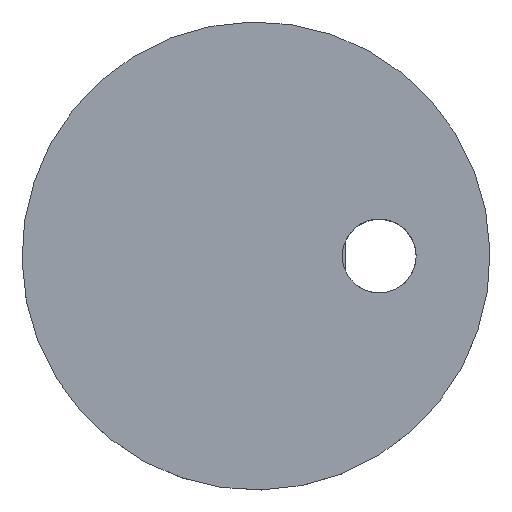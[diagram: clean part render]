
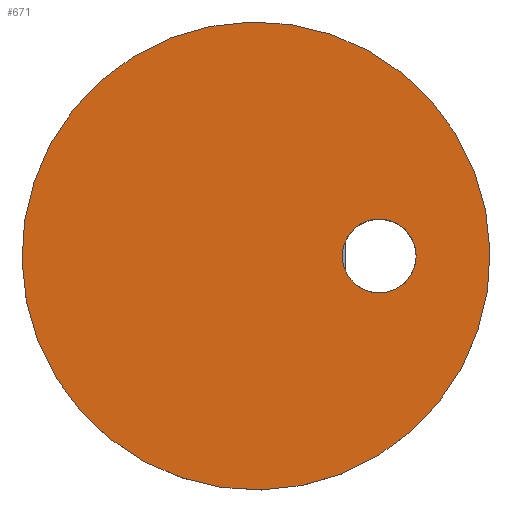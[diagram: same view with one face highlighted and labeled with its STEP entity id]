
A CAD part, top view. The second image highlights one B-rep face of the part: STEP entity #671.
In plain terms, the highlighted planar face has unit normal (0, 0, 1).
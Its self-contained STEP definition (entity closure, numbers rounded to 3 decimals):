
#282=CARTESIAN_POINT('Vertex',(-9.109,-16.674,4.75)) ;
#289=CARTESIAN_POINT('Vertex',(9.109,16.674,4.75)) ;
#292=CARTESIAN_POINT('Axis2P3D Location',(0.,0.,4.75)) ;
#304=CARTESIAN_POINT('Axis2P3D Location',(0.,0.,4.75)) ;
#618=CARTESIAN_POINT('Axis2P3D Location',(10.,0.,4.75)) ;
#622=CARTESIAN_POINT('Vertex',(7.,0.,4.75)) ;
#624=CARTESIAN_POINT('Vertex',(13.,0.,4.75)) ;
#645=CARTESIAN_POINT('Axis2P3D Location',(10.,0.,4.75)) ;
#658=CARTESIAN_POINT('Axis2P3D Location',(0.,0.,4.75)) ;
#293=DIRECTION('Axis2P3D Direction',(0.,0.,-1.)) ;
#305=DIRECTION('Axis2P3D Direction',(0.,0.,-1.)) ;
#619=DIRECTION('Axis2P3D Direction',(0.,0.,1.)) ;
#646=DIRECTION('Axis2P3D Direction',(0.,0.,1.)) ;
#659=DIRECTION('Axis2P3D Direction',(0.,0.,-1.)) ;
#660=DIRECTION('Axis2P3D XDirection',(1.,0.,0.)) ;
#294=AXIS2_PLACEMENT_3D('Circle Axis2P3D',#292,#293,$) ;
#306=AXIS2_PLACEMENT_3D('Circle Axis2P3D',#304,#305,$) ;
#620=AXIS2_PLACEMENT_3D('Circle Axis2P3D',#618,#619,$) ;
#647=AXIS2_PLACEMENT_3D('Circle Axis2P3D',#645,#646,$) ;
#661=AXIS2_PLACEMENT_3D('Plane Axis2P3D',#658,#659,#660) ;
#664=ORIENTED_EDGE('',*,*,#296,.F.) ;
#665=ORIENTED_EDGE('',*,*,#308,.F.) ;
#668=ORIENTED_EDGE('',*,*,#626,.T.) ;
#669=ORIENTED_EDGE('',*,*,#649,.T.) ;
#670=FACE_BOUND('',#667,.T.) ;
#671=ADVANCED_FACE('Corps principal',(#666,#670),#662,.F.) ;
#295=CIRCLE('generated circle',#294,19.) ;
#307=CIRCLE('generated circle',#306,19.) ;
#621=CIRCLE('generated circle',#620,3.) ;
#648=CIRCLE('generated circle',#647,3.) ;
#296=EDGE_CURVE('',#290,#283,#295,.T.) ;
#308=EDGE_CURVE('',#283,#290,#307,.T.) ;
#626=EDGE_CURVE('',#623,#625,#621,.F.) ;
#649=EDGE_CURVE('',#625,#623,#648,.F.) ;
#663=EDGE_LOOP('',(#664,#665)) ;
#667=EDGE_LOOP('',(#668,#669)) ;
#666=FACE_OUTER_BOUND('',#663,.T.) ;
#662=PLANE('',#661) ;
#283=VERTEX_POINT('',#282) ;
#290=VERTEX_POINT('',#289) ;
#623=VERTEX_POINT('',#622) ;
#625=VERTEX_POINT('',#624) ;
